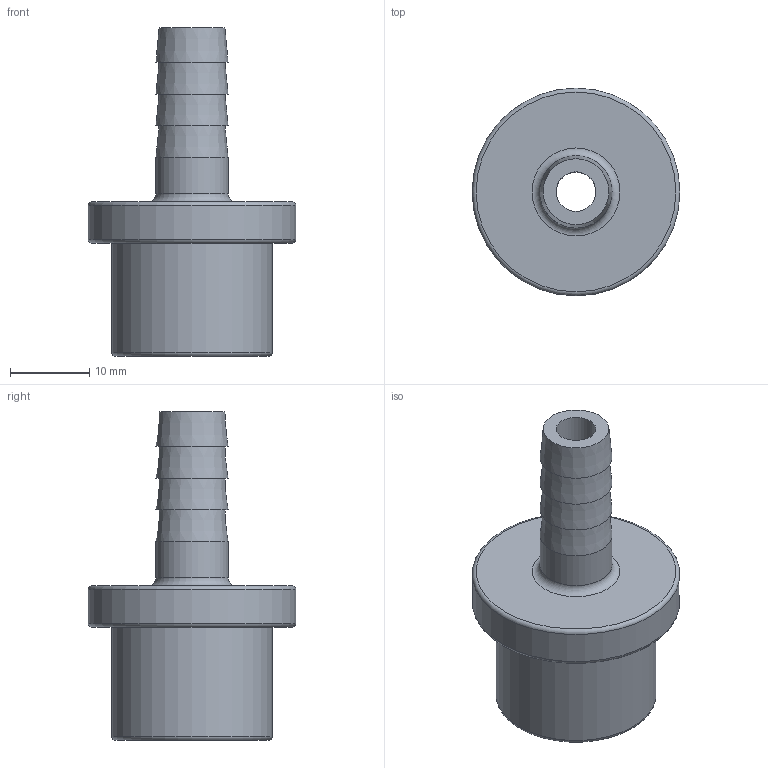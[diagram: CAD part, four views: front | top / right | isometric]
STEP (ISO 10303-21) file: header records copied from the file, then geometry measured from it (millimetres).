
FILE_DESCRIPTION(/* description */ (''),/* implementation_level */ '2;1');
FILE_NAME(/* name */ '20X8插口软接.stp',/* time_stamp */ '2024-01-02T14:53:11+08:00',/* author */ (''),/* organization */ (''),/* preprocessor_version */ 'ST-DEVELOPER v16',/* originating_system */ 'SIEMENS PLM Software NX 10.0',/* authorisation */ '');
FILE_SCHEMA (('AUTOMOTIVE_DESIGN { 1 0 10303 214 3 1 1 1 }'));
Length unit declared in the file: millimetre
Products named in the file (1): gelv07E456E3lxiw
Bounding box: 26.2 x 26.2 x 41.5 mm (x, y, z)
Volume: 5353.9 mm3; surface area: 4082.6 mm2
Topology: 1 solids, 1 shells, 23 faces, 43 edges, 28 vertices
Faces by surface type: plane 8, torus 6, cylinder 5, cone 4
Full cylindrical faces by diameter (mm): 5 x1, 9.1 x1, 15.3 x1, 20.2 x1, 26.2 x1
Entity records: 500 total; most frequent: DIRECTION 94, CARTESIAN_POINT 70, AXIS2_PLACEMENT_3D 47, FACE_BOUND 46, EDGE_LOOP 46, ORIENTED_EDGE 46, ADVANCED_FACE 23, VERTEX_POINT 23
